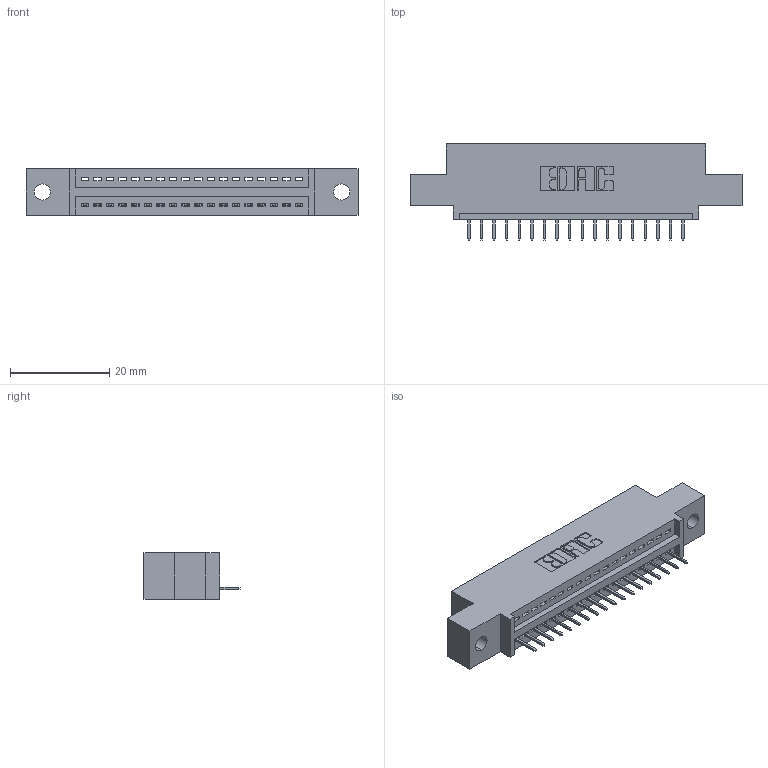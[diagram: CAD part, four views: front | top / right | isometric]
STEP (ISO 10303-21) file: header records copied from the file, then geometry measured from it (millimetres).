
FILE_DESCRIPTION (( 'STEP AP203' ), '1' );
FILE_NAME ('395-018-524-402.STEP', '2019-10-17T15:39:56', ( '' ), ( '' ), 'SwSTEP 2.0', 'SolidWorks 2016', '' );
FILE_SCHEMA (( 'CONFIG_CONTROL_DESIGN' ));
Length unit declared in the file: inch
Products named in the file (3): 395-018-524-402; 345-292-001_345-293-124; 345 Part_0.110 Offset - 0.128 Dia
Assembly tree (19 placements, depth 2):
  395-018-524-402
    345 Part_0.110 Offset - 0.128 Dia
    345-292-001_345-293-124  x18
Bounding box: 66.93 x 19.35 x 9.4 mm (x, y, z)
Volume: 5979.2 mm3; surface area: 7202.7 mm2
Topology: 19 solids, 19 shells, 1246 faces, 3593 edges, 2322 vertices
Faces by surface type: plane 912, cylinder 334
Entity records: 16987 total; most frequent: CARTESIAN_POINT 2950, ORIENTED_EDGE 2902, DIRECTION 2611, EDGE_CURVE 1451, VECTOR 1251, LINE 1251, VERTEX_POINT 962, AXIS2_PLACEMENT_3D 680
